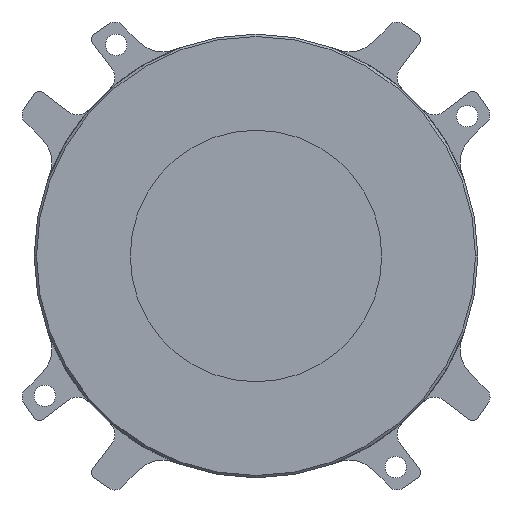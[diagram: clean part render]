
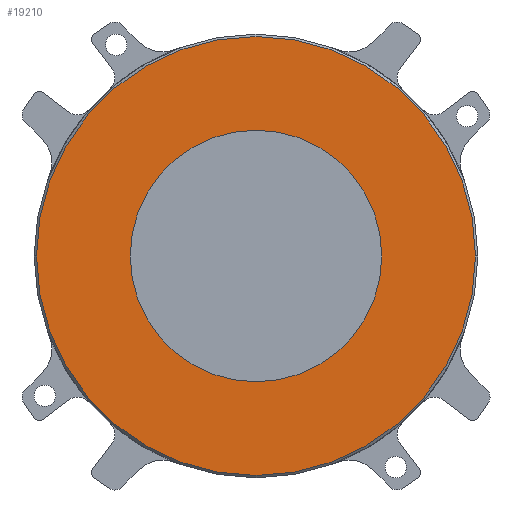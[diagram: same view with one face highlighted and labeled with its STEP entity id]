
A CAD part, left-side view. The second image highlights one B-rep face of the part: STEP entity #19210.
In plain terms, the highlighted planar face has unit normal (-1, 0, 0).
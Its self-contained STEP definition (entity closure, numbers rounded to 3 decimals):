
#100=CARTESIAN_POINT('',(0.,-38.,0.));
#110=VERTEX_POINT('',#100);
#160=CARTESIAN_POINT('',(0.,0.,0.));
#170=DIRECTION('',(-1.,0.,0.));
#180=DIRECTION('',(0.,1.,0.));
#190=AXIS2_PLACEMENT_3D('',#160,#170,#180);
#200=CIRCLE('',#190,38.);
#210=CARTESIAN_POINT('',(0.,38.,0.));
#220=VERTEX_POINT('',#210);
#230=EDGE_CURVE('',#220,#110,#200,.T.);
#590=CARTESIAN_POINT('',(0.,66.293,
0.));
#600=VERTEX_POINT('',#590);
#780=CARTESIAN_POINT('',(0.,-66.293,0.));
#790=VERTEX_POINT('',#780);
#820=CARTESIAN_POINT('',(0.,0.,0.));
#830=DIRECTION('',(-1.,0.,0.));
#840=DIRECTION('',(0.,1.,0.));
#850=AXIS2_PLACEMENT_3D('',#820,#830,#840);
#860=CIRCLE('',#850,66.293);
#870=EDGE_CURVE('',#790,#600,#860,.T.);
#19060=CARTESIAN_POINT('',(0.,52.146,0.));
#19070=DIRECTION('',(-1.,0.,0.));
#19080=DIRECTION('',(0.,1.,0.));
#19090=AXIS2_PLACEMENT_3D('',#19060,#19070,#19080);
#19100=PLANE('',#19090);
#19110=EDGE_CURVE('',#110,#220,#200,.T.);
#19120=ORIENTED_EDGE('',*,*,#19110,.F.);
#19130=ORIENTED_EDGE('',*,*,#230,.F.);
#19140=EDGE_LOOP('',(#19130,#19120));
#19150=FACE_BOUND('',#19140,.T.);
#19160=EDGE_CURVE('',#600,#790,#860,.T.);
#19170=ORIENTED_EDGE('',*,*,#19160,.T.);
#19180=ORIENTED_EDGE('',*,*,#870,.T.);
#19190=EDGE_LOOP('',(#19180,#19170));
#19200=FACE_OUTER_BOUND('',#19190,.T.);
#19210=ADVANCED_FACE('',(#19150,#19200),#19100,.T.);
